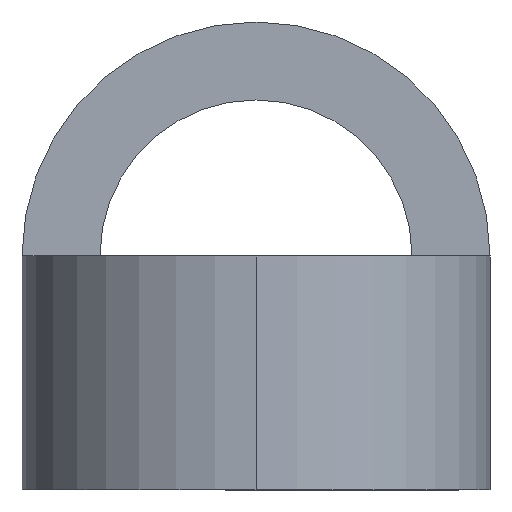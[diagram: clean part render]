
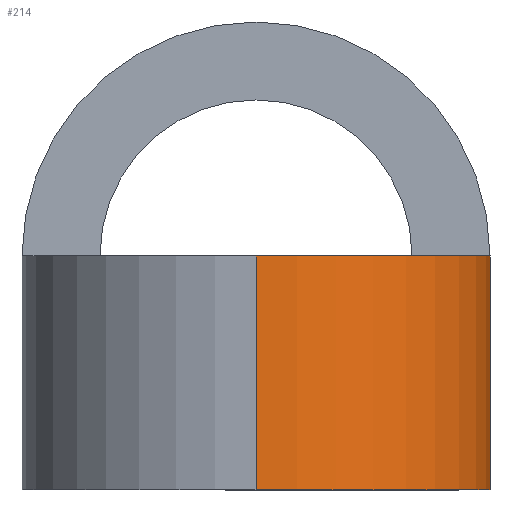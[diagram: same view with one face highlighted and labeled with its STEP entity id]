
A CAD part, left-side view. The second image highlights one B-rep face of the part: STEP entity #214.
In plain terms, the highlighted cylindrical face has radius 3 mm (diameter 6 mm), a partial arc.
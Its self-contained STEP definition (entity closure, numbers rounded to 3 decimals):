
#19 = EDGE_LOOP ( 'NONE', ( #88, #51, #216, #213 ) ) ;
#21 = EDGE_CURVE ( 'NONE', #215, #42, #1019, .T. ) ;
#30 = EDGE_CURVE ( 'NONE', #60, #215, #360, .T. ) ;
#31 = VERTEX_POINT ( 'NONE', #318 ) ;
#42 = VERTEX_POINT ( 'NONE', #455 ) ;
#51 = ORIENTED_EDGE ( 'NONE', *, *, #212, .T. ) ;
#60 = VERTEX_POINT ( 'NONE', #463 ) ;
#88 = ORIENTED_EDGE ( 'NONE', *, *, #30, .F. ) ;
#212 = EDGE_CURVE ( 'NONE', #60, #31, #597, .T. ) ;
#213 = ORIENTED_EDGE ( 'NONE', *, *, #21, .F. ) ;
#214 = ADVANCED_FACE ( 'NONE', ( #663 ), #661, .T. ) ;
#215 = VERTEX_POINT ( 'NONE', #662 ) ;
#216 = ORIENTED_EDGE ( 'NONE', *, *, #217, .T. ) ;
#217 = EDGE_CURVE ( 'NONE', #31, #42, #501, .T. ) ;
#318 = CARTESIAN_POINT ( 'NONE',  ( -7.5, 0., 0. ) ) ;
#358 = DIRECTION ( 'NONE',  ( 1., 0., 0. ) ) ;
#360 = CIRCLE ( 'NONE', #371, 3. ) ;
#361 = DIRECTION ( 'NONE',  ( 0., 0., 1. ) ) ;
#370 = CARTESIAN_POINT ( 'NONE',  ( -4.5, 0., 3. ) ) ;
#371 = AXIS2_PLACEMENT_3D ( 'NONE', #370, #361, #358 ) ;
#455 = CARTESIAN_POINT ( 'NONE',  ( -4.5, -3., 0. ) ) ;
#463 = CARTESIAN_POINT ( 'NONE',  ( -7.5, 0., 3. ) ) ;
#497 = DIRECTION ( 'NONE',  ( 1., 0., 0. ) ) ;
#498 = DIRECTION ( 'NONE',  ( 0., 0., 1. ) ) ;
#499 = CARTESIAN_POINT ( 'NONE',  ( -4.5, 0., 0. ) ) ;
#500 = AXIS2_PLACEMENT_3D ( 'NONE', #499, #498, #497 ) ;
#501 = CIRCLE ( 'NONE', #500, 3. ) ;
#597 = LINE ( 'NONE', #666, #665 ) ;
#657 = DIRECTION ( 'NONE',  ( -1., 0., 0. ) ) ;
#658 = DIRECTION ( 'NONE',  ( 0., 0., -1. ) ) ;
#659 = CARTESIAN_POINT ( 'NONE',  ( -4.5, 0., 3. ) ) ;
#660 = AXIS2_PLACEMENT_3D ( 'NONE', #659, #658, #657 ) ;
#661 = CYLINDRICAL_SURFACE ( 'NONE', #660, 3. ) ;
#662 = CARTESIAN_POINT ( 'NONE',  ( -4.5, -3., 3. ) ) ;
#663 = FACE_OUTER_BOUND ( 'NONE', #19, .T. ) ;
#664 = DIRECTION ( 'NONE',  ( 0., 0., -1. ) ) ;
#665 = VECTOR ( 'NONE', #664, 1000. ) ;
#666 = CARTESIAN_POINT ( 'NONE',  ( -7.5, 0., 3. ) ) ;
#1016 = DIRECTION ( 'NONE',  ( 0., 0., -1. ) ) ;
#1017 = VECTOR ( 'NONE', #1016, 1000. ) ;
#1018 = CARTESIAN_POINT ( 'NONE',  ( -4.5, -3., 3. ) ) ;
#1019 = LINE ( 'NONE', #1018, #1017 ) ;
